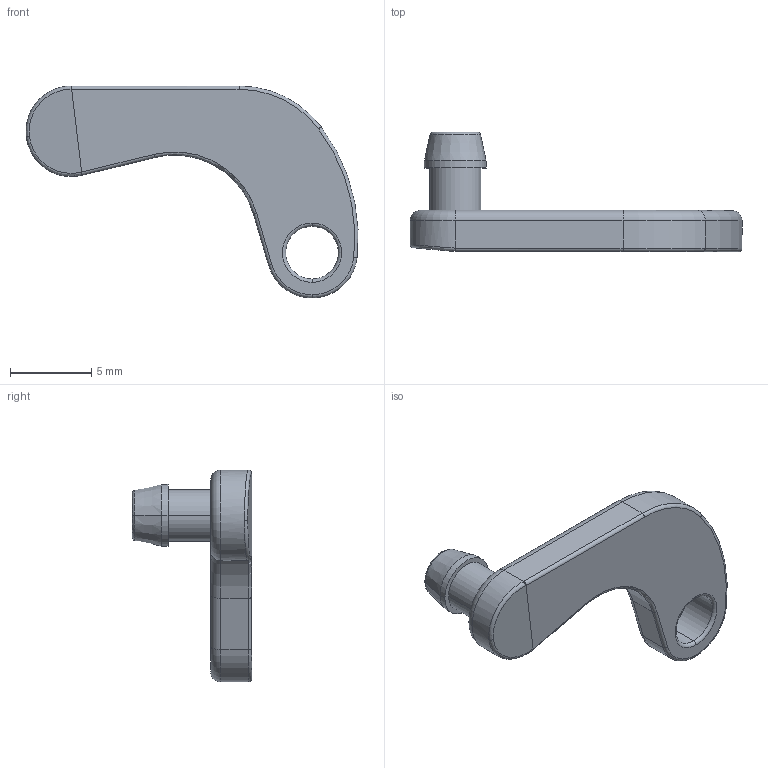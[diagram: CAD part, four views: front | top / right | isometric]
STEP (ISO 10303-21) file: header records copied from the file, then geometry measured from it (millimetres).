
FILE_DESCRIPTION (( 'STEP AP214' ), '1' );
FILE_NAME ('gripper arm.STEP', '2009-11-06T13:51:15', ( 'Eric Work' ), ( 'Hewlett-Packard' ), 'SwSTEP 2.0', 'SolidWorks 2009', '' );
FILE_SCHEMA (( 'AUTOMOTIVE_DESIGN' ));
Length unit declared in the file: inch
Products named in the file (1): gripper arm
Bounding box: 20.49 x 7.37 x 13.08 mm (x, y, z)
Volume: 349.8 mm3; surface area: 449.3 mm2
Topology: 1 solids, 1 shells, 51 faces, 114 edges, 67 vertices
Faces by surface type: cylinder 21, torus 18, plane 8, bspline 2, cone 2
Entity records: 1516 total; most frequent: CARTESIAN_POINT 326, DIRECTION 275, ORIENTED_EDGE 228, AXIS2_PLACEMENT_3D 120, EDGE_CURVE 114, CIRCLE 70, VERTEX_POINT 67, EDGE_LOOP 55
